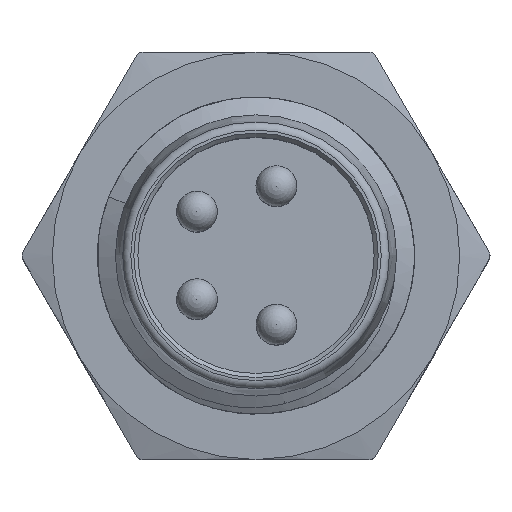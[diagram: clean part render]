
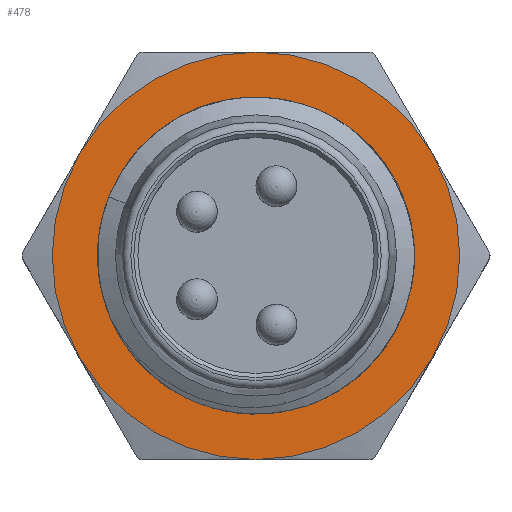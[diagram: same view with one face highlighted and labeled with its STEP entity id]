
A CAD part, top view. The second image highlights one B-rep face of the part: STEP entity #478.
In plain terms, the highlighted planar face has unit normal (0, 0, 1).
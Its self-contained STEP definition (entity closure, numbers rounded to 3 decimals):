
#220=PLANE('',#2996);
#478=ADVANCED_FACE('',(#749,#750),#220,.T.);
#672=CIRCLE('',#2989,5.);
#673=CIRCLE('',#2990,5.);
#674=CIRCLE('',#2991,5.);
#675=CIRCLE('',#2992,5.);
#676=CIRCLE('',#2993,5.);
#677=CIRCLE('',#2994,5.);
#678=CIRCLE('',#2995,3.35);
#749=FACE_BOUND('',#846,.T.);
#750=FACE_BOUND('',#847,.T.);
#846=EDGE_LOOP('',(#1121,#1122,#1123,#1124,#1125,#1126));
#847=EDGE_LOOP('',(#1127));
#1121=ORIENTED_EDGE('',*,*,#2267,.T.);
#1122=ORIENTED_EDGE('',*,*,#2268,.T.);
#1123=ORIENTED_EDGE('',*,*,#2269,.T.);
#1124=ORIENTED_EDGE('',*,*,#2270,.T.);
#1125=ORIENTED_EDGE('',*,*,#2271,.T.);
#1126=ORIENTED_EDGE('',*,*,#2272,.T.);
#1127=ORIENTED_EDGE('',*,*,#2273,.F.);
#1956=VERTEX_POINT('',#4536);
#1957=VERTEX_POINT('',#4537);
#1958=VERTEX_POINT('',#4539);
#1959=VERTEX_POINT('',#4541);
#1960=VERTEX_POINT('',#4543);
#1961=VERTEX_POINT('',#4545);
#1962=VERTEX_POINT('',#4548);
#2267=EDGE_CURVE('',#1956,#1957,#672,.T.);
#2268=EDGE_CURVE('',#1957,#1958,#673,.T.);
#2269=EDGE_CURVE('',#1958,#1959,#674,.T.);
#2270=EDGE_CURVE('',#1959,#1960,#675,.T.);
#2271=EDGE_CURVE('',#1960,#1961,#676,.T.);
#2272=EDGE_CURVE('',#1961,#1956,#677,.T.);
#2273=EDGE_CURVE('',#1962,#1962,#678,.T.);
#2989=AXIS2_PLACEMENT_3D('',#4535,#3282,#3283);
#2990=AXIS2_PLACEMENT_3D('',#4538,#3284,#3285);
#2991=AXIS2_PLACEMENT_3D('',#4540,#3286,#3287);
#2992=AXIS2_PLACEMENT_3D('',#4542,#3288,#3289);
#2993=AXIS2_PLACEMENT_3D('',#4544,#3290,#3291);
#2994=AXIS2_PLACEMENT_3D('',#4546,#3292,#3293);
#2995=AXIS2_PLACEMENT_3D('',#4547,#3294,#3295);
#2996=AXIS2_PLACEMENT_3D('',#4549,#3296,#3297);
#3282=DIRECTION('',(0.,0.,1.));
#3283=DIRECTION('',(-0.866,-0.5,0.));
#3284=DIRECTION('',(0.,0.,1.));
#3285=DIRECTION('',(0.,-1.,0.));
#3286=DIRECTION('',(0.,0.,1.));
#3287=DIRECTION('',(0.866,-0.5,0.));
#3288=DIRECTION('',(0.,0.,1.));
#3289=DIRECTION('',(0.866,0.5,0.));
#3290=DIRECTION('',(0.,0.,1.));
#3291=DIRECTION('',(0.,1.,0.));
#3292=DIRECTION('',(0.,0.,1.));
#3293=DIRECTION('',(-0.866,0.5,0.));
#3294=DIRECTION('',(0.,0.,1.));
#3295=DIRECTION('',(0.,1.,0.));
#3296=DIRECTION('',(0.,0.,1.));
#3297=DIRECTION('',(1.,0.,0.));
#4535=CARTESIAN_POINT('',(0.,0.,2.5));
#4536=CARTESIAN_POINT('',(-4.33,-2.5,2.5));
#4537=CARTESIAN_POINT('',(0.,-5.,2.5));
#4538=CARTESIAN_POINT('',(0.,0.,2.5));
#4539=CARTESIAN_POINT('',(4.33,-2.5,2.5));
#4540=CARTESIAN_POINT('',(0.,0.,2.5));
#4541=CARTESIAN_POINT('',(4.33,2.5,2.5));
#4542=CARTESIAN_POINT('',(0.,0.,2.5));
#4543=CARTESIAN_POINT('',(0.,5.,2.5));
#4544=CARTESIAN_POINT('',(0.,0.,2.5));
#4545=CARTESIAN_POINT('',(-4.33,2.5,2.5));
#4546=CARTESIAN_POINT('',(0.,0.,2.5));
#4547=CARTESIAN_POINT('',(0.,0.,2.5));
#4548=CARTESIAN_POINT('',(0.,3.35,2.5));
#4549=CARTESIAN_POINT('',(0.,0.,2.5));
